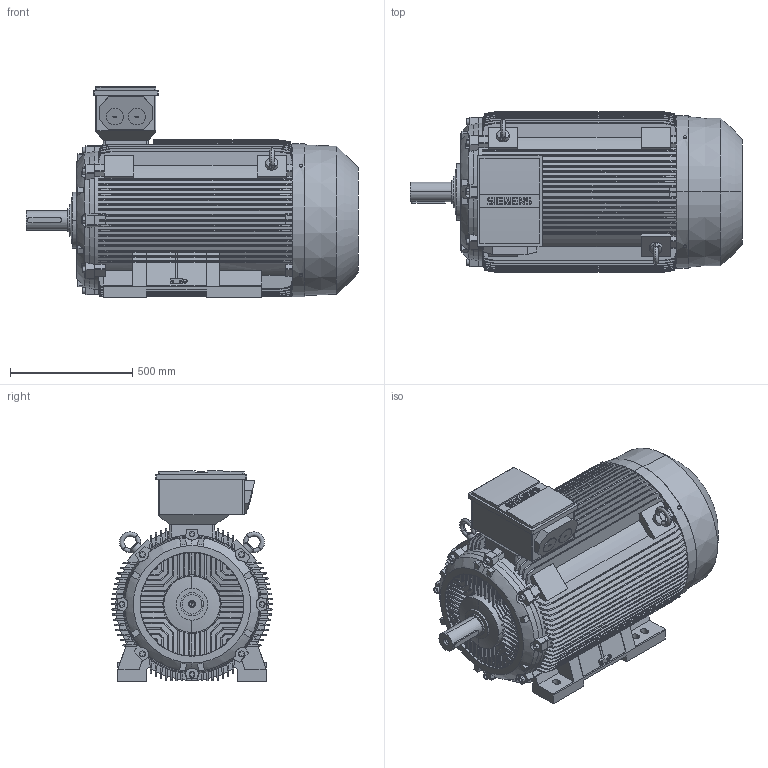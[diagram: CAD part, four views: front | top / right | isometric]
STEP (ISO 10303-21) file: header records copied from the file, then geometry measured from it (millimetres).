
FILE_DESCRIPTION(('STEP AP214'),'1');
FILE_NAME('cctmp_6CA3F611-418A-4BA5-B0CD-1D3D46081EE1_2023_06_26_11_49_53_0344..stp','2023-06-26T09:49:54',('SIEMENS A&D'),('CADClick - www.CADClick.com'),'Spatial InterOp 3D',' ','unknown authorization');
FILE_SCHEMA(('AUTOMOTIVE_DESIGN'));
Length unit declared in the file: millimetre
Products named in the file (1): 1
Bounding box: 1357 x 657 x 861 mm (x, y, z)
Volume: 344975581.9 mm3; surface area: 8112086.7 mm2
Topology: 9 solids, 9 shells, 1937 faces, 5463 edges, 3595 vertices
Faces by surface type: plane 1105, cylinder 452, torus 318, cone 62
Entity records: 91965 total; most frequent: CARTESIAN_POINT 27555, ORIENTED_EDGE 10914, DIRECTION 9401, EDGE_CURVE 5457, VERTEX_POINT 3595, AXIS2_PLACEMENT_3D 3255, LINE 2891, VECTOR 2891
